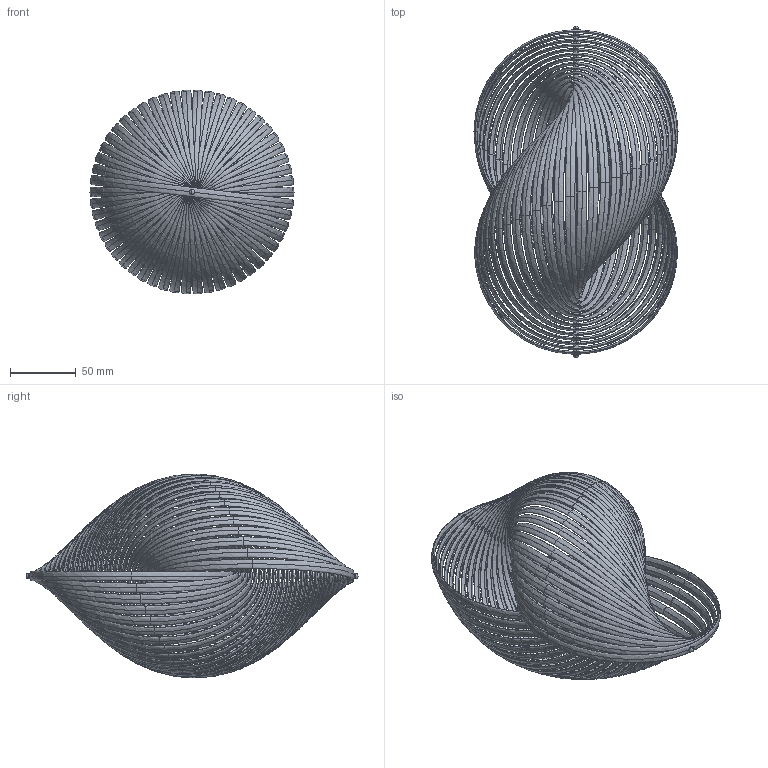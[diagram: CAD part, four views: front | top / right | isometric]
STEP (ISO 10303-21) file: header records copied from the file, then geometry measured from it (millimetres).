
FILE_DESCRIPTION(('FreeCAD Model'),'2;1');
FILE_NAME('Open CASCADE Shape Model','2025-04-25T15:54:18',('FreeCAD'),( 'FreeCAD'),'Open CASCADE STEP processor 7.6','FreeCAD','Unknown');
FILE_SCHEMA(('AUTOMOTIVE_DESIGN { 1 0 10303 214 1 1 1 1 }'));
Products named in the file (1): Open CASCADE STEP translator 7.6 1
Bounding box: 155.11 x 252.41 x 154.86 mm (x, y, z)
Surface area: 201115.7 mm2 (no closed solid volume)
Topology: 0 solids, 330 shells, 330 faces, 5172 edges, 5168 vertices
Faces by surface type: bspline 330
Entity records: 86595 total; most frequent: CARTESIAN_POINT 64698, ORIENTED_EDGE 5170, EDGE_CURVE 5170, VERTEX_POINT 5170, B_SPLINE_CURVE_WITH_KNOTS 4722, SHELL_BASED_SURFACE_MODEL 330, OPEN_SHELL 330, ADVANCED_FACE 330
